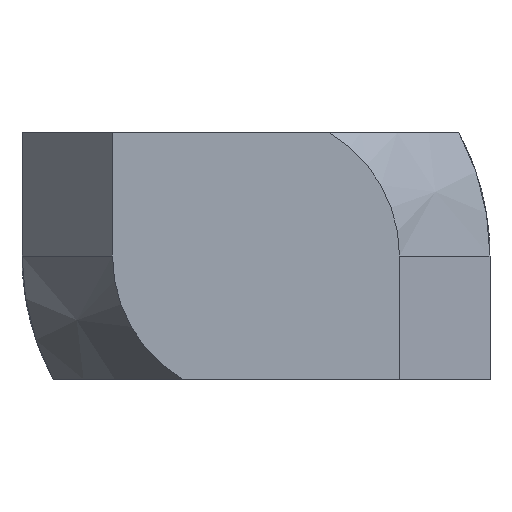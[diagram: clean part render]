
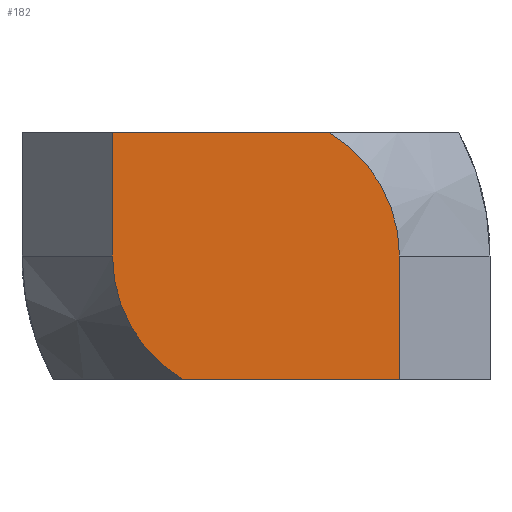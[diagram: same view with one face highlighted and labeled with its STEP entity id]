
A CAD part, front view. The second image highlights one B-rep face of the part: STEP entity #182.
In plain terms, the highlighted planar face has unit normal (0, -1, 0).
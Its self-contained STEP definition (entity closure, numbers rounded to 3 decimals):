
#6 = DIRECTION ( 'NONE',  ( 1., 0., 0. ) ) ;
#34 = AXIS2_PLACEMENT_3D ( 'NONE', #1283, #551, #1406 ) ;
#42 = ORIENTED_EDGE ( 'NONE', *, *, #1485, .F. ) ;
#66 = CARTESIAN_POINT ( 'NONE',  ( -4.6, -2.5, 0. ) ) ;
#154 = DIRECTION ( 'NONE',  ( 1., 0., 0. ) ) ;
#182 = ADVANCED_FACE ( 'NONE', ( #650 ), #1031, .F. ) ;
#236 = VERTEX_POINT ( 'NONE', #66 ) ;
#295 = VERTEX_POINT ( 'NONE', #1548 ) ;
#328 = ORIENTED_EDGE ( 'NONE', *, *, #611, .T. ) ;
#364 = CARTESIAN_POINT ( 'NONE',  ( 0., -2.5, 0. ) ) ;
#388 = CARTESIAN_POINT ( 'NONE',  ( -4.6, -2.5, 3.95 ) ) ;
#390 = CARTESIAN_POINT ( 'NONE',  ( 4.6, -2.5, -3.95 ) ) ;
#400 = ORIENTED_EDGE ( 'NONE', *, *, #1181, .T. ) ;
#466 = VERTEX_POINT ( 'NONE', #390 ) ;
#478 = CARTESIAN_POINT ( 'NONE',  ( -2.357, -2.5, -3.95 ) ) ;
#480 = EDGE_CURVE ( 'NONE', #1184, #295, #1296, .T. ) ;
#486 = DIRECTION ( 'NONE',  ( 0., 0., 1. ) ) ;
#499 = CARTESIAN_POINT ( 'NONE',  ( 4.6, -2.5, 3.95 ) ) ;
#514 = CARTESIAN_POINT ( 'NONE',  ( -4.6, -2.5, 3.95 ) ) ;
#539 = CIRCLE ( 'NONE', #34, 4.6 ) ;
#551 = DIRECTION ( 'NONE',  ( 0., -1., 0. ) ) ;
#611 = EDGE_CURVE ( 'NONE', #236, #1028, #539, .T. ) ;
#621 = DIRECTION ( 'NONE',  ( 0., 0., -1. ) ) ;
#632 = ORIENTED_EDGE ( 'NONE', *, *, #1130, .F. ) ;
#641 = CARTESIAN_POINT ( 'NONE',  ( 4.6, -2.5, -3.95 ) ) ;
#650 = FACE_OUTER_BOUND ( 'NONE', #1374, .T. ) ;
#654 = CARTESIAN_POINT ( 'NONE',  ( 4.6, -2.5, 3.95 ) ) ;
#676 = CARTESIAN_POINT ( 'NONE',  ( 4.6, -2.5, 3.95 ) ) ;
#688 = LINE ( 'NONE', #641, #963 ) ;
#786 = VECTOR ( 'NONE', #621, 1000. ) ;
#793 = DIRECTION ( 'NONE',  ( 0., 0., 1. ) ) ;
#893 = ORIENTED_EDGE ( 'NONE', *, *, #1185, .T. ) ;
#961 = VECTOR ( 'NONE', #154, 1000. ) ;
#963 = VECTOR ( 'NONE', #6, 1000. ) ;
#1008 = LINE ( 'NONE', #388, #1345 ) ;
#1028 = VERTEX_POINT ( 'NONE', #478 ) ;
#1031 = PLANE ( 'NONE',  #1370 ) ;
#1111 = DIRECTION ( 'NONE',  ( 0., 0., -1. ) ) ;
#1130 = EDGE_CURVE ( 'NONE', #1454, #466, #1273, .T. ) ;
#1181 = EDGE_CURVE ( 'NONE', #1184, #236, #1008, .T. ) ;
#1184 = VERTEX_POINT ( 'NONE', #514 ) ;
#1185 = EDGE_CURVE ( 'NONE', #1028, #466, #688, .T. ) ;
#1217 = DIRECTION ( 'NONE',  ( 0., 1., 0. ) ) ;
#1242 = ORIENTED_EDGE ( 'NONE', *, *, #480, .F. ) ;
#1273 = LINE ( 'NONE', #499, #786 ) ;
#1283 = CARTESIAN_POINT ( 'NONE',  ( 0., -2.5, 0. ) ) ;
#1296 = LINE ( 'NONE', #654, #961 ) ;
#1345 = VECTOR ( 'NONE', #1111, 1000. ) ;
#1370 = AXIS2_PLACEMENT_3D ( 'NONE', #676, #1515, #793 ) ;
#1371 = CIRCLE ( 'NONE', #1555, 4.6 ) ;
#1374 = EDGE_LOOP ( 'NONE', ( #400, #328, #893, #632, #42, #1242 ) ) ;
#1406 = DIRECTION ( 'NONE',  ( 0., 0., 1. ) ) ;
#1454 = VERTEX_POINT ( 'NONE', #1564 ) ;
#1485 = EDGE_CURVE ( 'NONE', #295, #1454, #1371, .T. ) ;
#1515 = DIRECTION ( 'NONE',  ( 0., 1., 0. ) ) ;
#1548 = CARTESIAN_POINT ( 'NONE',  ( 2.357, -2.5, 3.95 ) ) ;
#1555 = AXIS2_PLACEMENT_3D ( 'NONE', #364, #1217, #486 ) ;
#1564 = CARTESIAN_POINT ( 'NONE',  ( 4.6, -2.5, 0. ) ) ;
